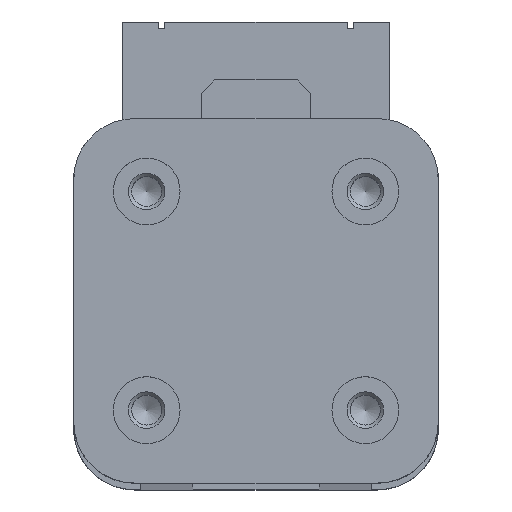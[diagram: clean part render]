
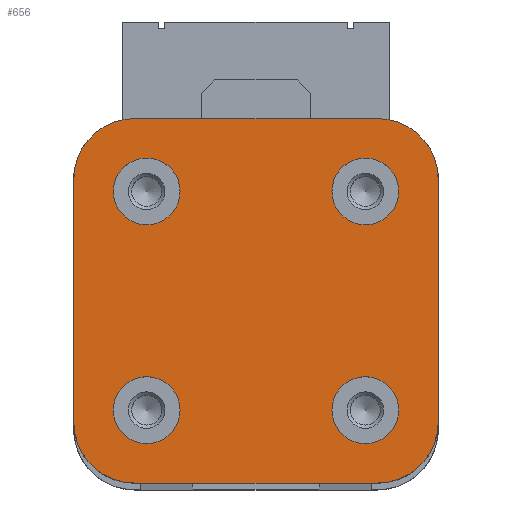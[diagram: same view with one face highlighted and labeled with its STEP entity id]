
A CAD part, top view. The second image highlights one B-rep face of the part: STEP entity #656.
In plain terms, the highlighted planar face has unit normal (0, 0, 1).
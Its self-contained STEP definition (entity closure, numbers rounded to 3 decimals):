
#656 = ADVANCED_FACE( '', ( #1347, #1348, #1349, #1350, #1351 ), #1352, .T. );
#1347 = FACE_BOUND( '', #2058, .T. );
#1348 = FACE_BOUND( '', #2059, .T. );
#1349 = FACE_BOUND( '', #2060, .T. );
#1350 = FACE_BOUND( '', #2061, .T. );
#1351 = FACE_OUTER_BOUND( '', #2062, .T. );
#1352 = PLANE( '', #2063 );
#2058 = EDGE_LOOP( '', ( #3643 ) );
#2059 = EDGE_LOOP( '', ( #3644 ) );
#2060 = EDGE_LOOP( '', ( #3645 ) );
#2061 = EDGE_LOOP( '', ( #3646 ) );
#2062 = EDGE_LOOP( '', ( #3647, #3648, #3649, #3650, #3651, #3652, #3653, #3654 ) );
#2063 = AXIS2_PLACEMENT_3D( '', #3655, #3656, #3657 );
#3643 = ORIENTED_EDGE( '', *, *, #4597, .T. );
#3644 = ORIENTED_EDGE( '', *, *, #4363, .T. );
#3645 = ORIENTED_EDGE( '', *, *, #4209, .T. );
#3646 = ORIENTED_EDGE( '', *, *, #4043, .T. );
#3647 = ORIENTED_EDGE( '', *, *, #4130, .T. );
#3648 = ORIENTED_EDGE( '', *, *, #4158, .T. );
#3649 = ORIENTED_EDGE( '', *, *, #4508, .T. );
#3650 = ORIENTED_EDGE( '', *, *, #4015, .T. );
#3651 = ORIENTED_EDGE( '', *, *, #4439, .T. );
#3652 = ORIENTED_EDGE( '', *, *, #4062, .T. );
#3653 = ORIENTED_EDGE( '', *, *, #4146, .T. );
#3654 = ORIENTED_EDGE( '', *, *, #4474, .T. );
#3655 = CARTESIAN_POINT( '', ( -10., -10., 165. ) );
#3656 = DIRECTION( '', ( 0., 0., 1. ) );
#3657 = DIRECTION( '', ( 1., 0., 0. ) );
#4015 = EDGE_CURVE( '', #4739, #4737, #4740, .T. );
#4043 = EDGE_CURVE( '', #4788, #4788, #4789, .F. );
#4062 = EDGE_CURVE( '', #4823, #4821, #4824, .T. );
#4130 = EDGE_CURVE( '', #4940, #4938, #4941, .T. );
#4146 = EDGE_CURVE( '', #4821, #4961, #4963, .T. );
#4158 = EDGE_CURVE( '', #4938, #4980, #4982, .T. );
#4209 = EDGE_CURVE( '', #5067, #5067, #5068, .F. );
#4363 = EDGE_CURVE( '', #5299, #5299, #5300, .F. );
#4439 = EDGE_CURVE( '', #4737, #4823, #5405, .T. );
#4474 = EDGE_CURVE( '', #4961, #4940, #5448, .T. );
#4508 = EDGE_CURVE( '', #4980, #4739, #5494, .T. );
#4597 = EDGE_CURVE( '', #5593, #5593, #5594, .F. );
#4737 = VERTEX_POINT( '', #5756 );
#4739 = VERTEX_POINT( '', #5759 );
#4740 = CIRCLE( '', #5760, 5. );
#4788 = VERTEX_POINT( '', #5828 );
#4789 = CIRCLE( '', #5829, 2.75 );
#4821 = VERTEX_POINT( '', #5869 );
#4823 = VERTEX_POINT( '', #5872 );
#4824 = CIRCLE( '', #5873, 5. );
#4938 = VERTEX_POINT( '', #6033 );
#4940 = VERTEX_POINT( '', #6036 );
#4941 = LINE( '', #6037, #6038 );
#4961 = VERTEX_POINT( '', #6065 );
#4963 = LINE( '', #6068, #6069 );
#4980 = VERTEX_POINT( '', #6089 );
#4982 = CIRCLE( '', #6092, 5. );
#5067 = VERTEX_POINT( '', #6203 );
#5068 = CIRCLE( '', #6204, 2.75 );
#5299 = VERTEX_POINT( '', #6524 );
#5300 = CIRCLE( '', #6525, 2.75 );
#5405 = LINE( '', #6674, #6675 );
#5448 = CIRCLE( '', #6734, 5. );
#5494 = LINE( '', #6795, #6796 );
#5593 = VERTEX_POINT( '', #6930 );
#5594 = CIRCLE( '', #6931, 2.75 );
#5756 = CARTESIAN_POINT( '', ( 15., -10., 165. ) );
#5759 = CARTESIAN_POINT( '', ( 10., -15., 165. ) );
#5760 = AXIS2_PLACEMENT_3D( '', #7074, #7075, #7076 );
#5828 = CARTESIAN_POINT( '', ( -6.25, 9., 165. ) );
#5829 = AXIS2_PLACEMENT_3D( '', #7103, #7104, #7105 );
#5869 = CARTESIAN_POINT( '', ( 10., 15., 165. ) );
#5872 = CARTESIAN_POINT( '', ( 15., 10., 165. ) );
#5873 = AXIS2_PLACEMENT_3D( '', #7130, #7131, #7132 );
#6033 = CARTESIAN_POINT( '', ( -15., -10., 165. ) );
#6036 = CARTESIAN_POINT( '', ( -15., 10., 165. ) );
#6037 = CARTESIAN_POINT( '', ( -15., 10., 165. ) );
#6038 = VECTOR( '', #7201, 1000. );
#6065 = CARTESIAN_POINT( '', ( -10., 15., 165. ) );
#6068 = CARTESIAN_POINT( '', ( 10., 15., 165. ) );
#6069 = VECTOR( '', #7216, 1000. );
#6089 = CARTESIAN_POINT( '', ( -10., -15., 165. ) );
#6092 = AXIS2_PLACEMENT_3D( '', #7233, #7234, #7235 );
#6203 = CARTESIAN_POINT( '', ( 11.75, 9., 165. ) );
#6204 = AXIS2_PLACEMENT_3D( '', #7304, #7305, #7306 );
#6524 = CARTESIAN_POINT( '', ( -6.25, -9., 165. ) );
#6525 = AXIS2_PLACEMENT_3D( '', #7465, #7466, #7467 );
#6674 = CARTESIAN_POINT( '', ( 15., -10., 165. ) );
#6675 = VECTOR( '', #7536, 1000. );
#6734 = AXIS2_PLACEMENT_3D( '', #7565, #7566, #7567 );
#6795 = CARTESIAN_POINT( '', ( -10., -15., 165. ) );
#6796 = VECTOR( '', #7604, 1000. );
#6930 = CARTESIAN_POINT( '', ( 11.75, -9., 165. ) );
#6931 = AXIS2_PLACEMENT_3D( '', #7670, #7671, #7672 );
#7074 = CARTESIAN_POINT( '', ( 10., -10., 165. ) );
#7075 = DIRECTION( '', ( 0., 0., 1. ) );
#7076 = DIRECTION( '', ( 1., 0., 0. ) );
#7103 = CARTESIAN_POINT( '', ( -9., 9., 165. ) );
#7104 = DIRECTION( '', ( 0., 0., 1. ) );
#7105 = DIRECTION( '', ( 1., 0., 0. ) );
#7130 = CARTESIAN_POINT( '', ( 10., 10., 165. ) );
#7131 = DIRECTION( '', ( 0., 0., 1. ) );
#7132 = DIRECTION( '', ( 1., 0., 0. ) );
#7201 = DIRECTION( '', ( 0., -1., 0. ) );
#7216 = DIRECTION( '', ( -1., 0., 0. ) );
#7233 = CARTESIAN_POINT( '', ( -10., -10., 165. ) );
#7234 = DIRECTION( '', ( 0., 0., 1. ) );
#7235 = DIRECTION( '', ( 1., 0., 0. ) );
#7304 = CARTESIAN_POINT( '', ( 9., 9., 165. ) );
#7305 = DIRECTION( '', ( 0., 0., 1. ) );
#7306 = DIRECTION( '', ( 1., 0., 0. ) );
#7465 = CARTESIAN_POINT( '', ( -9., -9., 165. ) );
#7466 = DIRECTION( '', ( 0., 0., 1. ) );
#7467 = DIRECTION( '', ( 1., 0., 0. ) );
#7536 = DIRECTION( '', ( 0., 1., 0. ) );
#7565 = CARTESIAN_POINT( '', ( -10., 10., 165. ) );
#7566 = DIRECTION( '', ( 0., 0., 1. ) );
#7567 = DIRECTION( '', ( 1., 0., 0. ) );
#7604 = DIRECTION( '', ( 1., 0., 0. ) );
#7670 = CARTESIAN_POINT( '', ( 9., -9., 165. ) );
#7671 = DIRECTION( '', ( 0., 0., 1. ) );
#7672 = DIRECTION( '', ( 1., 0., 0. ) );
